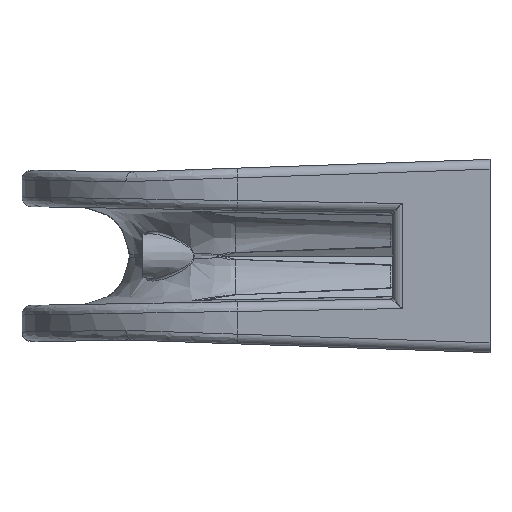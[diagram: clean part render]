
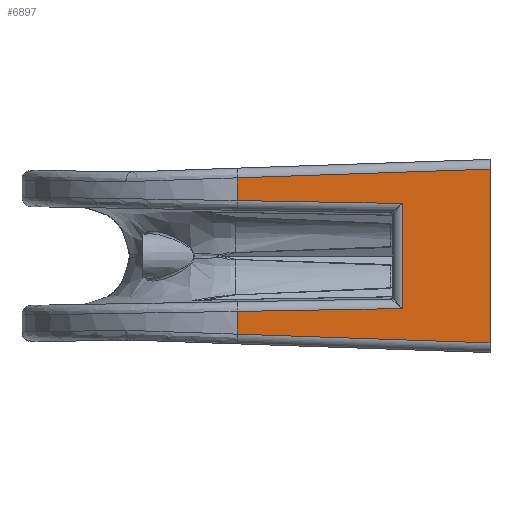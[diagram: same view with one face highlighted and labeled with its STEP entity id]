
A CAD part, left-side view. The second image highlights one B-rep face of the part: STEP entity #6897.
In plain terms, the highlighted planar face has unit normal (-0.999, 0.035, 0).
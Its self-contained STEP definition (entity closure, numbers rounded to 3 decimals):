
#323 = CARTESIAN_POINT ( 'NONE',  ( -7.084, 9.035, 5.407 ) ) ;
#400 = LINE ( 'NONE', #11698, #14859 ) ;
#591 = VECTOR ( 'NONE', #10141, 1000. ) ;
#729 = CARTESIAN_POINT ( 'NONE',  ( -6.473, 26.534, -8.023 ) ) ;
#731 = VERTEX_POINT ( 'NONE', #14455 ) ;
#1028 = VERTEX_POINT ( 'NONE', #11553 ) ;
#1339 = EDGE_CURVE ( 'NONE', #6298, #1028, #400, .T. ) ;
#1409 = CARTESIAN_POINT ( 'NONE',  ( -6.493, 25.984, 5.703 ) ) ;
#1456 = ORIENTED_EDGE ( 'NONE', *, *, #15795, .T. ) ;
#1498 = CARTESIAN_POINT ( 'NONE',  ( -6.493, 25.984, 5.703 ) ) ;
#1638 = ORIENTED_EDGE ( 'NONE', *, *, #15051, .F. ) ;
#1717 = CARTESIAN_POINT ( 'NONE',  ( -6.473, 26.534, 8.023 ) ) ;
#2058 = EDGE_CURVE ( 'NONE', #6298, #11529, #13227, .T. ) ;
#2094 = CARTESIAN_POINT ( 'NONE',  ( -7.4, 0., -8.934 ) ) ;
#2291 = CARTESIAN_POINT ( 'NONE',  ( -6.493, 25.984, -8.041 ) ) ;
#2392 = LINE ( 'NONE', #6164, #7236 ) ;
#2408 = CARTESIAN_POINT ( 'NONE',  ( -6.493, 25.984, 8.041 ) ) ;
#2570 = EDGE_CURVE ( 'NONE', #7077, #8629, #13570, .T. ) ;
#2956 = CARTESIAN_POINT ( 'NONE',  ( -6.493, 25.984, -5.703 ) ) ;
#3036 = VECTOR ( 'NONE', #11971, 1000. ) ;
#3078 = CARTESIAN_POINT ( 'NONE',  ( -6.493, 25.984, 8.041 ) ) ;
#3192 = ORIENTED_EDGE ( 'NONE', *, *, #4043, .T. ) ;
#3329 = ORIENTED_EDGE ( 'NONE', *, *, #2570, .F. ) ;
#3564 = CARTESIAN_POINT ( 'NONE',  ( -6.493, 25.984, 8.041 ) ) ;
#3720 = VECTOR ( 'NONE', #11579, 1000. ) ;
#3825 = DIRECTION ( 'NONE',  ( 0.999, -0.035, 0. ) ) ;
#3853 = EDGE_CURVE ( 'NONE', #11529, #8962, #14970, .T. ) ;
#4043 = EDGE_CURVE ( 'NONE', #731, #8962, #9102, .T. ) ;
#4438 = ORIENTED_EDGE ( 'NONE', *, *, #4771, .F. ) ;
#4624 = ORIENTED_EDGE ( 'NONE', *, *, #14842, .T. ) ;
#4762 = B_SPLINE_CURVE_WITH_KNOTS ( 'NONE', 3,
 ( #14010, #15256, #1498, #1409 ),
 .UNSPECIFIED., .F., .F.,
 ( 4, 4 ),
 ( 0., 0. ),
 .UNSPECIFIED. ) ;
#4771 = EDGE_CURVE ( 'NONE', #731, #7077, #8133, .T. ) ;
#4844 = FACE_OUTER_BOUND ( 'NONE', #7328, .T. ) ;
#5065 = PLANE ( 'NONE',  #10950 ) ;
#5578 = EDGE_CURVE ( 'NONE', #9853, #13062, #7571, .T. ) ;
#5751 = ORIENTED_EDGE ( 'NONE', *, *, #2058, .F. ) ;
#6164 = CARTESIAN_POINT ( 'NONE',  ( -7.084, 9.035, -8. ) ) ;
#6298 = VERTEX_POINT ( 'NONE', #2094 ) ;
#6344 = CARTESIAN_POINT ( 'NONE',  ( -7.051, 9.983, 5.423 ) ) ;
#6424 = CARTESIAN_POINT ( 'NONE',  ( -6.493, 25.984, 8.041 ) ) ;
#6567 = EDGE_CURVE ( 'NONE', #7767, #9853, #4762, .T. ) ;
#6897 = ADVANCED_FACE ( 'NONE', ( #4844 ), #5065, .F. ) ;
#7001 = CARTESIAN_POINT ( 'NONE',  ( -6.493, 25.984, 5.703 ) ) ;
#7007 = LINE ( 'NONE', #14599, #3036 ) ;
#7029 = ORIENTED_EDGE ( 'NONE', *, *, #6567, .T. ) ;
#7077 = VERTEX_POINT ( 'NONE', #9700 ) ;
#7212 = CARTESIAN_POINT ( 'NONE',  ( -6.493, 25.984, 5.703 ) ) ;
#7236 = VECTOR ( 'NONE', #10041, 1000. ) ;
#7328 = EDGE_LOOP ( 'NONE', ( #1456, #3329, #4438, #3192, #7849, #5751, #13167, #12115, #4624, #1638, #7029, #9092 ) ) ;
#7571 = LINE ( 'NONE', #6344, #591 ) ;
#7662 = DIRECTION ( 'NONE',  ( -0.035, -0.999, 0.017 ) ) ;
#7736 = VERTEX_POINT ( 'NONE', #12893 ) ;
#7767 = VERTEX_POINT ( 'NONE', #7212 ) ;
#7849 = ORIENTED_EDGE ( 'NONE', *, *, #3853, .F. ) ;
#7890 = VECTOR ( 'NONE', #14644, 1000. ) ;
#7934 = CARTESIAN_POINT ( 'NONE',  ( -6.493, 25.984, 8. ) ) ;
#8050 = CARTESIAN_POINT ( 'NONE',  ( -6.493, 25.984, -5.703 ) ) ;
#8121 = DIRECTION ( 'NONE',  ( 0.035, 0.999, -0.034 ) ) ;
#8133 = B_SPLINE_CURVE_WITH_KNOTS ( 'NONE', 3,
 ( #11693, #2956, #8050, #10614 ),
 .UNSPECIFIED., .F., .F.,
 ( 4, 4 ),
 ( 0., 0. ),
 .UNSPECIFIED. ) ;
#8377 = CARTESIAN_POINT ( 'NONE',  ( -6.493, 25.984, -8.041 ) ) ;
#8629 = VERTEX_POINT ( 'NONE', #8655 ) ;
#8655 = CARTESIAN_POINT ( 'NONE',  ( -7.084, 9.035, -5.407 ) ) ;
#8952 = LINE ( 'NONE', #1717, #9609 ) ;
#8962 = VERTEX_POINT ( 'NONE', #13797 ) ;
#9092 = ORIENTED_EDGE ( 'NONE', *, *, #5578, .T. ) ;
#9102 = LINE ( 'NONE', #7934, #3720 ) ;
#9390 = VERTEX_POINT ( 'NONE', #3078 ) ;
#9609 = VECTOR ( 'NONE', #8121, 1000. ) ;
#9700 = CARTESIAN_POINT ( 'NONE',  ( -6.493, 25.984, -5.703 ) ) ;
#9853 = VERTEX_POINT ( 'NONE', #7001 ) ;
#10017 = CARTESIAN_POINT ( 'NONE',  ( -6.493, 25.984, -8. ) ) ;
#10041 = DIRECTION ( 'NONE',  ( 0., 0., -1. ) ) ;
#10070 = CARTESIAN_POINT ( 'NONE',  ( -7.051, 9.983, -5.423 ) ) ;
#10141 = DIRECTION ( 'NONE',  ( -0.035, -0.999, -0.017 ) ) ;
#10173 = DIRECTION ( 'NONE',  ( 0.035, 0.999, 0. ) ) ;
#10535 = DIRECTION ( 'NONE',  ( 0., 0., 1. ) ) ;
#10614 = CARTESIAN_POINT ( 'NONE',  ( -6.493, 25.984, -5.703 ) ) ;
#10950 = AXIS2_PLACEMENT_3D ( 'NONE', #10017, #3825, #10173 ) ;
#11220 = CARTESIAN_POINT ( 'NONE',  ( -6.493, 25.984, 8.041 ) ) ;
#11529 = VERTEX_POINT ( 'NONE', #13038 ) ;
#11553 = CARTESIAN_POINT ( 'NONE',  ( -7.4, 0., 8.934 ) ) ;
#11579 = DIRECTION ( 'NONE',  ( 0., 0., -1. ) ) ;
#11693 = CARTESIAN_POINT ( 'NONE',  ( -6.493, 25.984, -5.703 ) ) ;
#11698 = CARTESIAN_POINT ( 'NONE',  ( -7.4, 0., -8. ) ) ;
#11971 = DIRECTION ( 'NONE',  ( 0., 0., 1. ) ) ;
#12108 = CARTESIAN_POINT ( 'NONE',  ( -6.493, 25.984, -8.041 ) ) ;
#12115 = ORIENTED_EDGE ( 'NONE', *, *, #14036, .T. ) ;
#12893 = CARTESIAN_POINT ( 'NONE',  ( -6.493, 25.984, 8.041 ) ) ;
#12920 = VECTOR ( 'NONE', #7662, 1000. ) ;
#13038 = CARTESIAN_POINT ( 'NONE',  ( -6.493, 25.984, -8.041 ) ) ;
#13062 = VERTEX_POINT ( 'NONE', #323 ) ;
#13167 = ORIENTED_EDGE ( 'NONE', *, *, #1339, .T. ) ;
#13227 = LINE ( 'NONE', #729, #7890 ) ;
#13570 = LINE ( 'NONE', #10070, #12920 ) ;
#13575 = CARTESIAN_POINT ( 'NONE',  ( -6.493, 25.984, -8.041 ) ) ;
#13797 = CARTESIAN_POINT ( 'NONE',  ( -6.493, 25.984, -8.041 ) ) ;
#14010 = CARTESIAN_POINT ( 'NONE',  ( -6.493, 25.984, 5.703 ) ) ;
#14036 = EDGE_CURVE ( 'NONE', #1028, #9390, #8952, .T. ) ;
#14455 = CARTESIAN_POINT ( 'NONE',  ( -6.493, 25.984, -5.703 ) ) ;
#14599 = CARTESIAN_POINT ( 'NONE',  ( -6.493, 25.984, -8. ) ) ;
#14644 = DIRECTION ( 'NONE',  ( 0.035, 0.999, 0.034 ) ) ;
#14842 = EDGE_CURVE ( 'NONE', #9390, #7736, #15558, .T. ) ;
#14859 = VECTOR ( 'NONE', #10535, 1000. ) ;
#14970 = B_SPLINE_CURVE_WITH_KNOTS ( 'NONE', 3,
 ( #13575, #12108, #2291, #8377 ),
 .UNSPECIFIED., .F., .F.,
 ( 4, 4 ),
 ( 0., 0. ),
 .UNSPECIFIED. ) ;
#15051 = EDGE_CURVE ( 'NONE', #7767, #7736, #7007, .T. ) ;
#15256 = CARTESIAN_POINT ( 'NONE',  ( -6.493, 25.984, 5.703 ) ) ;
#15558 = B_SPLINE_CURVE_WITH_KNOTS ( 'NONE', 3,
 ( #2408, #3564, #11220, #6424 ),
 .UNSPECIFIED., .F., .F.,
 ( 4, 4 ),
 ( 0., 0. ),
 .UNSPECIFIED. ) ;
#15795 = EDGE_CURVE ( 'NONE', #13062, #8629, #2392, .T. ) ;
